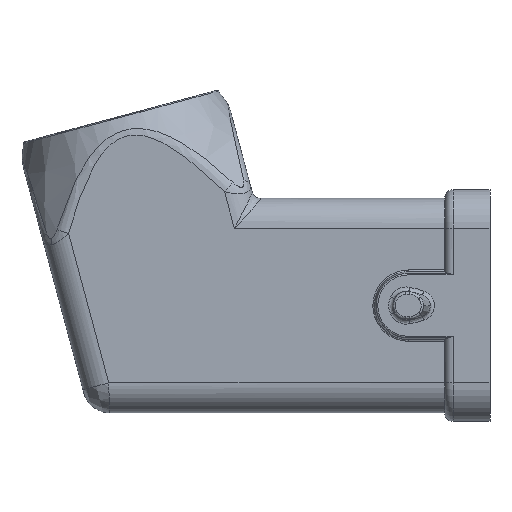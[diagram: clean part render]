
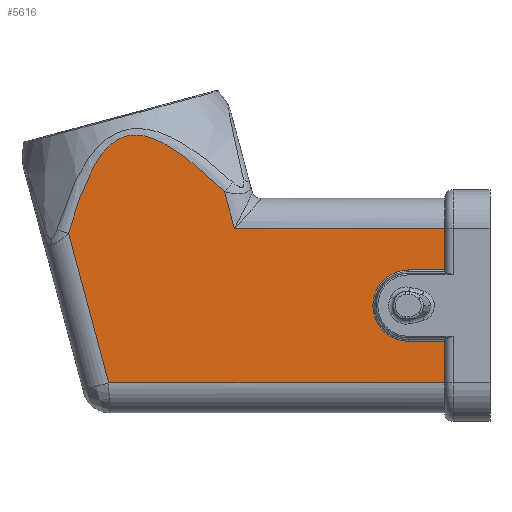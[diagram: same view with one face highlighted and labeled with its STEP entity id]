
A CAD part, left-side view. The second image highlights one B-rep face of the part: STEP entity #5616.
In plain terms, the highlighted planar face has unit normal (-1, 0, 0).
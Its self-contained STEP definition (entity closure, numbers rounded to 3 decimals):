
#291=DIRECTION('',(0.,1.,0.));
#292=VECTOR('',#291,4.2);
#293=CARTESIAN_POINT('',(-12.5,5.3,4.153));
#294=LINE('',#293,#292);
#302=DIRECTION('',(0.,0.,-1.));
#303=VECTOR('',#302,4.847);
#304=CARTESIAN_POINT('',(-12.5,5.3,9.));
#305=LINE('',#304,#303);
#317=DIRECTION('',(0.,-0.259,-0.966));
#318=VECTOR('',#317,18.04);
#319=CARTESIAN_POINT('',(-12.5,49.098,8.425));
#320=LINE('',#319,#318);
#321=CARTESIAN_POINT('',(-12.5,30.938,13.291));
#322=CARTESIAN_POINT('',(-12.5,31.761,14.103));
#323=CARTESIAN_POINT('',(-12.5,33.442,15.689));
#324=CARTESIAN_POINT('',(-12.5,35.674,17.506));
#325=CARTESIAN_POINT('',(-12.5,37.594,18.742));
#326=CARTESIAN_POINT('',(-12.5,39.121,19.49));
#327=CARTESIAN_POINT('',(-12.5,40.749,19.933));
#328=CARTESIAN_POINT('',(-12.5,42.425,19.842));
#329=CARTESIAN_POINT('',(-12.5,43.922,19.083));
#330=CARTESIAN_POINT('',(-12.5,45.11,17.885));
#331=CARTESIAN_POINT('',(-12.5,46.059,16.474));
#332=CARTESIAN_POINT('',(-12.5,47.104,14.443));
#333=CARTESIAN_POINT('',(-12.5,48.128,11.754));
#334=CARTESIAN_POINT('',(-12.5,48.791,9.54));
#335=CARTESIAN_POINT('',(-12.5,49.098,8.425));
#337=DIRECTION('',(0.,0.259,0.966));
#338=VECTOR('',#337,4.442);
#339=CARTESIAN_POINT('',(-12.5,29.788,9.));
#340=LINE('',#339,#338);
#341=CARTESIAN_POINT('',(-12.5,9.5,0.));
#342=DIRECTION('',(1.,0.,0.));
#343=DIRECTION('',(0.,0.028,-1.));
#344=AXIS2_PLACEMENT_3D('',#341,#342,#343);
#350=DIRECTION('',(0.,1.,0.));
#351=VECTOR('',#350,39.128);
#352=CARTESIAN_POINT('',(-12.5,5.3,-9.));
#353=LINE('',#352,#351);
#577=DIRECTION('',(0.,-1.,0.));
#578=VECTOR('',#577,24.488);
#579=CARTESIAN_POINT('',(-12.5,29.788,9.));
#580=LINE('',#579,#578);
#3783=DIRECTION('',(0.,0.,-1.));
#3784=VECTOR('',#3783,4.847);
#3785=CARTESIAN_POINT('',(-12.5,5.3,
-4.153));
#3786=LINE('',#3785,#3784);
#3807=DIRECTION('',(0.,-1.,0.));
#3808=VECTOR('',#3807,4.2);
#3809=CARTESIAN_POINT('',(-12.5,9.5,
-4.153));
#3810=LINE('',#3809,#3808);
#3835=CARTESIAN_POINT('',(-12.5,9.621,
-4.152));
#3836=CARTESIAN_POINT('',(-12.5,9.611,
-4.152));
#3837=CARTESIAN_POINT('',(-12.5,9.583,
-4.153));
#3838=CARTESIAN_POINT('',(-12.5,9.542,
-4.152));
#3839=CARTESIAN_POINT('',(-12.5,9.514,
-4.153));
#3840=CARTESIAN_POINT('',(-12.5,9.5,
-4.153));
#4605=CARTESIAN_POINT('',(-12.5,5.3,
-4.153));
#4606=CARTESIAN_POINT('',(-12.5,5.3,-9.));
#4607=VERTEX_POINT('',#4605);
#4608=VERTEX_POINT('',#4606);
#4609=CARTESIAN_POINT('',(-12.5,5.3,9.));
#4610=CARTESIAN_POINT('',(-12.5,5.3,4.153));
#4611=VERTEX_POINT('',#4609);
#4612=VERTEX_POINT('',#4610);
#4613=CARTESIAN_POINT('',(-12.5,29.788,9.));
#4614=VERTEX_POINT('',#4613);
#4615=CARTESIAN_POINT('',(-12.5,9.618,
-4.152));
#4616=CARTESIAN_POINT('',(-12.5,9.501,4.154));
#4617=VERTEX_POINT('',#4615);
#4618=VERTEX_POINT('',#4616);
#4619=VERTEX_POINT('',#3840);
#4620=CARTESIAN_POINT('',(-12.5,44.428,
-9.));
#4621=VERTEX_POINT('',#4620);
#4626=CARTESIAN_POINT('',(-12.5,49.098,8.425));
#4627=VERTEX_POINT('',#4626);
#4632=VERTEX_POINT('',#321);
#5589=CARTESIAN_POINT('',(-12.5,5.3,-9.));
#5590=DIRECTION('',(-1.,0.,0.));
#5591=DIRECTION('',(0.,0.,1.));
#5592=AXIS2_PLACEMENT_3D('',#5589,#5590,#5591);
#5593=PLANE('',#5592);
#5595=ORIENTED_EDGE('',*,*,#5594,.T.);
#5597=ORIENTED_EDGE('',*,*,#5596,.F.);
#5599=ORIENTED_EDGE('',*,*,#5598,.F.);
#5601=ORIENTED_EDGE('',*,*,#5600,.F.);
#5603=ORIENTED_EDGE('',*,*,#5602,.T.);
#5604=ORIENTED_EDGE('',*,*,#5580,.T.);
#5605=ORIENTED_EDGE('',*,*,#5568,.T.);
#5607=ORIENTED_EDGE('',*,*,#5606,.F.);
#5609=ORIENTED_EDGE('',*,*,#5608,.T.);
#5611=ORIENTED_EDGE('',*,*,#5610,.T.);
#5613=ORIENTED_EDGE('',*,*,#5612,.T.);
#5614=EDGE_LOOP('',(#5595,#5597,#5599,#5601,#5603,#5604,#5605,#5607,#5609,#5611,
#5613));
#5615=FACE_OUTER_BOUND('',#5614,.F.);
#5616=ADVANCED_FACE('',(#5615),#5593,.T.);
#336=B_SPLINE_CURVE_WITH_KNOTS('',3,(#321,#322,#323,#324,#325,#326,#327,#328,
#329,#330,#331,#332,#333,#334,#335),.UNSPECIFIED.,.F.,.F.,(4,1,1,1,1,1,1,1,1,1,
1,1,4),(0.,0.125,0.25,0.313,0.375,0.438,0.5,0.563,0.625,
0.688,0.75,0.875,1.),.UNSPECIFIED.);
#345=CIRCLE('',#344,4.154);
#3841=B_SPLINE_CURVE_WITH_KNOTS('',3,(#3835,#3836,#3837,#3838,#3839,#3840),
.UNSPECIFIED.,.F.,.F.,(4,1,1,4),(0.,0.333,0.667,1.),
.UNSPECIFIED.);
#5568=EDGE_CURVE('',#4612,#4618,#294,.T.);
#5580=EDGE_CURVE('',#4611,#4612,#305,.T.);
#5594=EDGE_CURVE('',#4608,#4621,#353,.T.);
#5596=EDGE_CURVE('',#4627,#4621,#320,.T.);
#5598=EDGE_CURVE('',#4632,#4627,#336,.T.);
#5600=EDGE_CURVE('',#4614,#4632,#340,.T.);
#5602=EDGE_CURVE('',#4614,#4611,#580,.T.);
#5606=EDGE_CURVE('',#4617,#4618,#345,.T.);
#5608=EDGE_CURVE('',#4617,#4619,#3841,.T.);
#5610=EDGE_CURVE('',#4619,#4607,#3810,.T.);
#5612=EDGE_CURVE('',#4607,#4608,#3786,.T.);
